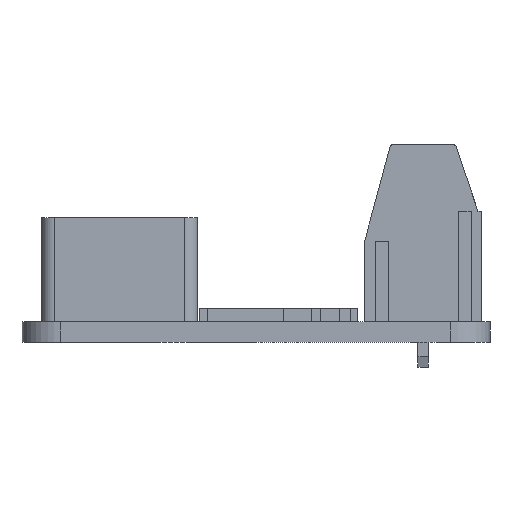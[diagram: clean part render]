
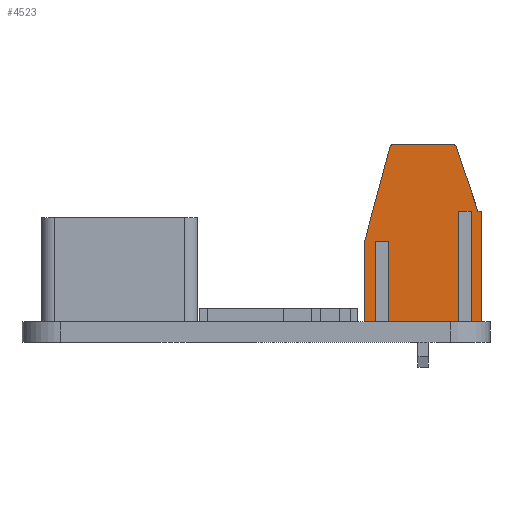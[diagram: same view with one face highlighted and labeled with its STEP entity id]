
A CAD part, left-side view. The second image highlights one B-rep face of the part: STEP entity #4523.
In plain terms, the highlighted planar face has unit normal (-1, 0, 0).
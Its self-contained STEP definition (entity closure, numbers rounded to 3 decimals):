
#191=CIRCLE('',#4965,0.2);
#192=CIRCLE('',#4966,0.2);
#374=FACE_OUTER_BOUND('',#658,.T.);
#658=EDGE_LOOP('',(#3612,#3613,#3614,#3615,#3616,#3617,#3618,#3619,#3620,
#3621,#3622,#3623,#3624,#3625,#3626,#3627,#3628));
#1074=LINE('',#7601,#1583);
#1084=LINE('',#7619,#1593);
#1088=LINE('',#7627,#1597);
#1092=LINE('',#7634,#1601);
#1105=LINE('',#7659,#1614);
#1131=LINE('',#7711,#1640);
#1134=LINE('',#7716,#1643);
#1135=LINE('',#7718,#1644);
#1136=LINE('',#7719,#1645);
#1137=LINE('',#7721,#1646);
#1138=LINE('',#7723,#1647);
#1139=LINE('',#7724,#1648);
#1140=LINE('',#7726,#1649);
#1141=LINE('',#7728,#1650);
#1142=LINE('',#7732,#1651);
#1583=VECTOR('',#5840,1000.);
#1593=VECTOR('',#5852,1000.);
#1597=VECTOR('',#5856,1000.);
#1601=VECTOR('',#5860,1000.);
#1614=VECTOR('',#5875,1000.);
#1640=VECTOR('',#5909,1000.);
#1643=VECTOR('',#5914,1000.);
#1644=VECTOR('',#5915,1000.);
#1645=VECTOR('',#5916,1000.);
#1646=VECTOR('',#5917,1000.);
#1647=VECTOR('',#5918,1000.);
#1648=VECTOR('',#5919,1000.);
#1649=VECTOR('',#5920,1000.);
#1650=VECTOR('',#5921,1000.);
#1651=VECTOR('',#5926,1000.);
#2057=VERTEX_POINT('',#7598);
#2058=VERTEX_POINT('',#7600);
#2064=VERTEX_POINT('',#7616);
#2065=VERTEX_POINT('',#7618);
#2068=VERTEX_POINT('',#7624);
#2069=VERTEX_POINT('',#7626);
#2072=VERTEX_POINT('',#7632);
#2083=VERTEX_POINT('',#7657);
#2104=VERTEX_POINT('',#7709);
#2105=VERTEX_POINT('',#7710);
#2106=VERTEX_POINT('',#7715);
#2107=VERTEX_POINT('',#7717);
#2108=VERTEX_POINT('',#7720);
#2109=VERTEX_POINT('',#7722);
#2110=VERTEX_POINT('',#7725);
#2111=VERTEX_POINT('',#7727);
#2112=VERTEX_POINT('',#7730);
#2586=EDGE_CURVE('',#2058,#2057,#1074,.T.);
#2596=EDGE_CURVE('',#2065,#2064,#1084,.T.);
#2600=EDGE_CURVE('',#2069,#2068,#1088,.T.);
#2604=EDGE_CURVE('',#2057,#2072,#1092,.T.);
#2617=EDGE_CURVE('',#2083,#2064,#1105,.T.);
#2643=EDGE_CURVE('',#2104,#2105,#1131,.T.);
#2646=EDGE_CURVE('',#2106,#2072,#1134,.T.);
#2647=EDGE_CURVE('',#2106,#2107,#1135,.T.);
#2648=EDGE_CURVE('',#2107,#2069,#1136,.T.);
#2649=EDGE_CURVE('',#2108,#2068,#1137,.T.);
#2650=EDGE_CURVE('',#2109,#2108,#1138,.T.);
#2651=EDGE_CURVE('',#2109,#2065,#1139,.T.);
#2652=EDGE_CURVE('',#2110,#2083,#1140,.T.);
#2653=EDGE_CURVE('',#2111,#2110,#1141,.T.);
#2654=EDGE_CURVE('',#2111,#2105,#191,.T.);
#2655=EDGE_CURVE('',#2104,#2112,#192,.T.);
#2656=EDGE_CURVE('',#2058,#2112,#1142,.T.);
#3612=ORIENTED_EDGE('',*,*,#2586,.T.);
#3613=ORIENTED_EDGE('',*,*,#2604,.T.);
#3614=ORIENTED_EDGE('',*,*,#2646,.F.);
#3615=ORIENTED_EDGE('',*,*,#2647,.T.);
#3616=ORIENTED_EDGE('',*,*,#2648,.T.);
#3617=ORIENTED_EDGE('',*,*,#2600,.T.);
#3618=ORIENTED_EDGE('',*,*,#2649,.F.);
#3619=ORIENTED_EDGE('',*,*,#2650,.F.);
#3620=ORIENTED_EDGE('',*,*,#2651,.T.);
#3621=ORIENTED_EDGE('',*,*,#2596,.T.);
#3622=ORIENTED_EDGE('',*,*,#2617,.F.);
#3623=ORIENTED_EDGE('',*,*,#2652,.F.);
#3624=ORIENTED_EDGE('',*,*,#2653,.F.);
#3625=ORIENTED_EDGE('',*,*,#2654,.T.);
#3626=ORIENTED_EDGE('',*,*,#2643,.F.);
#3627=ORIENTED_EDGE('',*,*,#2655,.T.);
#3628=ORIENTED_EDGE('',*,*,#2656,.F.);
#4114=PLANE('',#4964);
#4523=ADVANCED_FACE('',(#374),#4114,.F.);
#4964=AXIS2_PLACEMENT_3D('',#7714,#5912,#5913);
#4965=AXIS2_PLACEMENT_3D('',#7729,#5922,#5923);
#4966=AXIS2_PLACEMENT_3D('',#7731,#5924,#5925);
#5840=DIRECTION('',(0.,-1.,0.));
#5852=DIRECTION('',(0.,0.,1.));
#5856=DIRECTION('',(0.,0.,1.));
#5860=DIRECTION('',(0.,0.,1.));
#5875=DIRECTION('',(0.,-1.,0.));
#5909=DIRECTION('',(0.,0.,1.));
#5912=DIRECTION('center_axis',(1.,0.,0.));
#5913=DIRECTION('ref_axis',(0.,0.,-1.));
#5914=DIRECTION('',(0.,-1.,0.));
#5915=DIRECTION('',(0.,0.,1.));
#5916=DIRECTION('',(0.,-1.,0.));
#5917=DIRECTION('',(0.,-1.,0.));
#5918=DIRECTION('',(0.,0.,-1.));
#5919=DIRECTION('',(0.,-1.,0.));
#5920=DIRECTION('',(0.,0.,1.));
#5921=DIRECTION('',(0.,-0.949,0.316));
#5922=DIRECTION('center_axis',(-1.,0.,0.));
#5923=DIRECTION('ref_axis',(0.,0.,-1.));
#5924=DIRECTION('center_axis',(-1.,0.,0.));
#5925=DIRECTION('ref_axis',(0.,0.,-1.));
#5926=DIRECTION('',(0.,0.965,0.261));
#7598=CARTESIAN_POINT('',(0.,0.,0.));
#7600=CARTESIAN_POINT('',(0.,6.2,0.));
#7601=CARTESIAN_POINT('',(0.,13.6,0.));
#7616=CARTESIAN_POINT('',(0.,0.,9.));
#7618=CARTESIAN_POINT('',(0.,0.,7.993));
#7619=CARTESIAN_POINT('',(0.,0.,9.));
#7624=CARTESIAN_POINT('',(0.,0.,7.407));
#7626=CARTESIAN_POINT('',(0.,0.,1.593));
#7627=CARTESIAN_POINT('',(0.,0.,9.));
#7632=CARTESIAN_POINT('',(0.,0.,1.007));
#7634=CARTESIAN_POINT('',(0.,0.,9.));
#7657=CARTESIAN_POINT('',(0.,8.5,9.));
#7659=CARTESIAN_POINT('',(0.,13.6,9.));
#7709=CARTESIAN_POINT('',(0.,13.6,2.153));
#7710=CARTESIAN_POINT('',(0.,13.6,6.856));
#7711=CARTESIAN_POINT('',(0.,13.6,9.));
#7714=CARTESIAN_POINT('Origin',(0.,13.6,9.));
#7715=CARTESIAN_POINT('',(0.,6.2,1.007));
#7716=CARTESIAN_POINT('',(0.,6.2,1.007));
#7717=CARTESIAN_POINT('',(0.,6.2,1.593));
#7718=CARTESIAN_POINT('',(0.,6.2,1.007));
#7719=CARTESIAN_POINT('',(0.,6.2,1.593));
#7720=CARTESIAN_POINT('',(0.,8.5,7.407));
#7721=CARTESIAN_POINT('',(0.,8.5,7.407));
#7722=CARTESIAN_POINT('',(0.,8.5,7.993));
#7723=CARTESIAN_POINT('',(0.,8.5,7.993));
#7724=CARTESIAN_POINT('',(0.,8.5,7.993));
#7725=CARTESIAN_POINT('',(0.,8.5,8.7));
#7726=CARTESIAN_POINT('',(0.,8.5,8.7));
#7727=CARTESIAN_POINT('',(0.,13.463,7.046));
#7728=CARTESIAN_POINT('',(0.,13.6,7.));
#7729=CARTESIAN_POINT('Origin',(0.,13.4,6.856));
#7730=CARTESIAN_POINT('',(0.,13.452,1.96));
#7731=CARTESIAN_POINT('Origin',(0.,13.4,2.153));
#7732=CARTESIAN_POINT('',(0.,13.6,2.));
